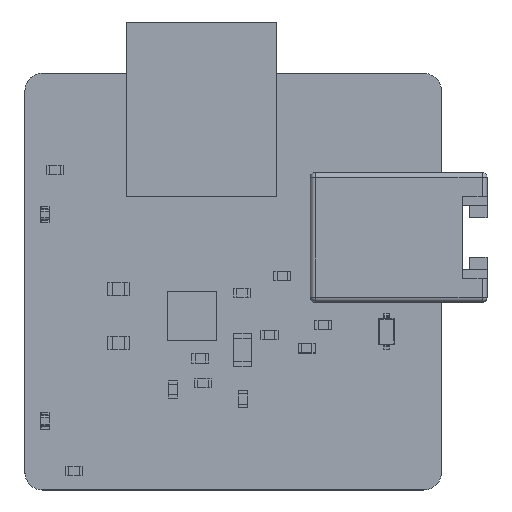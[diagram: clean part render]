
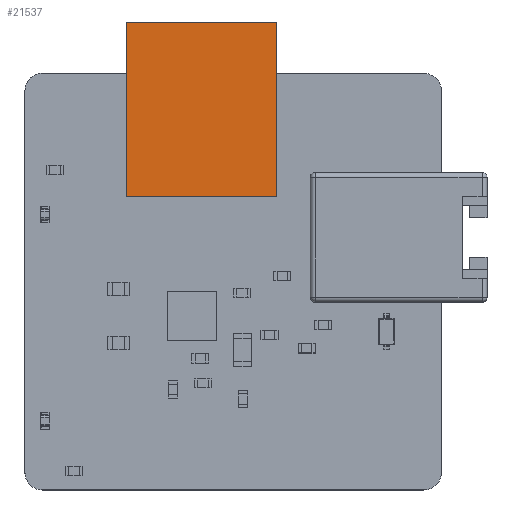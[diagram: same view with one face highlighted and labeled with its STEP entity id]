
A CAD part, top view. The second image highlights one B-rep face of the part: STEP entity #21537.
In plain terms, the highlighted planar face has unit normal (0, 0, 1).
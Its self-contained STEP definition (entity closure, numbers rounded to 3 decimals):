
#21223 = VERTEX_POINT('',#21224);
#21224 = CARTESIAN_POINT('',(-7.65,-8.875,12.7));
#21231 = PLANE('',#21232);
#21232 = AXIS2_PLACEMENT_3D('',#21233,#21234,#21235);
#21233 = CARTESIAN_POINT('',(-7.65,-8.875,0.));
#21234 = DIRECTION('',(0.,1.,0.));
#21235 = DIRECTION('',(1.,0.,0.));
#21243 = PLANE('',#21244);
#21244 = AXIS2_PLACEMENT_3D('',#21245,#21246,#21247);
#21245 = CARTESIAN_POINT('',(-7.65,8.875,0.));
#21246 = DIRECTION('',(1.,0.,0.));
#21247 = DIRECTION('',(0.,-1.,0.));
#21255 = EDGE_CURVE('',#21223,#21256,#21258,.T.);
#21256 = VERTEX_POINT('',#21257);
#21257 = CARTESIAN_POINT('',(7.65,-8.875,12.7));
#21258 = SURFACE_CURVE('',#21259,(#21263,#21270),.PCURVE_S1.);
#21259 = LINE('',#21260,#21261);
#21260 = CARTESIAN_POINT('',(-7.65,-8.875,12.7));
#21261 = VECTOR('',#21262,1.);
#21262 = DIRECTION('',(1.,0.,0.));
#21263 = PCURVE('',#21231,#21264);
#21264 = DEFINITIONAL_REPRESENTATION('',(#21265),#21269);
#21265 = LINE('',#21266,#21267);
#21266 = CARTESIAN_POINT('',(0.,-12.7));
#21267 = VECTOR('',#21268,1.);
#21268 = DIRECTION('',(1.,0.));
#21269 = ( GEOMETRIC_REPRESENTATION_CONTEXT(2) 
PARAMETRIC_REPRESENTATION_CONTEXT() REPRESENTATION_CONTEXT('2D SPACE',''
  ) );
#21270 = PCURVE('',#21271,#21276);
#21271 = PLANE('',#21272);
#21272 = AXIS2_PLACEMENT_3D('',#21273,#21274,#21275);
#21273 = CARTESIAN_POINT('',(-7.65,-8.875,12.7));
#21274 = DIRECTION('',(0.,0.,-1.));
#21275 = DIRECTION('',(-1.,0.,0.));
#21276 = DEFINITIONAL_REPRESENTATION('',(#21277),#21281);
#21277 = LINE('',#21278,#21279);
#21278 = CARTESIAN_POINT('',(0.,0.));
#21279 = VECTOR('',#21280,1.);
#21280 = DIRECTION('',(-1.,0.));
#21281 = ( GEOMETRIC_REPRESENTATION_CONTEXT(2) 
PARAMETRIC_REPRESENTATION_CONTEXT() REPRESENTATION_CONTEXT('2D SPACE',''
  ) );
#21299 = PLANE('',#21300);
#21300 = AXIS2_PLACEMENT_3D('',#21301,#21302,#21303);
#21301 = CARTESIAN_POINT('',(7.65,-8.875,0.));
#21302 = DIRECTION('',(-1.,0.,0.));
#21303 = DIRECTION('',(0.,1.,0.));
#21341 = EDGE_CURVE('',#21256,#21342,#21344,.T.);
#21342 = VERTEX_POINT('',#21343);
#21343 = CARTESIAN_POINT('',(7.65,8.875,12.7));
#21344 = SURFACE_CURVE('',#21345,(#21349,#21356),.PCURVE_S1.);
#21345 = LINE('',#21346,#21347);
#21346 = CARTESIAN_POINT('',(7.65,-8.875,12.7));
#21347 = VECTOR('',#21348,1.);
#21348 = DIRECTION('',(0.,1.,0.));
#21349 = PCURVE('',#21299,#21350);
#21350 = DEFINITIONAL_REPRESENTATION('',(#21351),#21355);
#21351 = LINE('',#21352,#21353);
#21352 = CARTESIAN_POINT('',(0.,-12.7));
#21353 = VECTOR('',#21354,1.);
#21354 = DIRECTION('',(1.,0.));
#21355 = ( GEOMETRIC_REPRESENTATION_CONTEXT(2) 
PARAMETRIC_REPRESENTATION_CONTEXT() REPRESENTATION_CONTEXT('2D SPACE',''
  ) );
#21356 = PCURVE('',#21271,#21357);
#21357 = DEFINITIONAL_REPRESENTATION('',(#21358),#21362);
#21358 = LINE('',#21359,#21360);
#21359 = CARTESIAN_POINT('',(-15.3,0.));
#21360 = VECTOR('',#21361,1.);
#21361 = DIRECTION('',(0.,1.));
#21362 = ( GEOMETRIC_REPRESENTATION_CONTEXT(2) 
PARAMETRIC_REPRESENTATION_CONTEXT() REPRESENTATION_CONTEXT('2D SPACE',''
  ) );
#21380 = PLANE('',#21381);
#21381 = AXIS2_PLACEMENT_3D('',#21382,#21383,#21384);
#21382 = CARTESIAN_POINT('',(7.65,8.875,0.));
#21383 = DIRECTION('',(0.,-1.,0.));
#21384 = DIRECTION('',(-1.,0.,0.));
#21417 = EDGE_CURVE('',#21342,#21418,#21420,.T.);
#21418 = VERTEX_POINT('',#21419);
#21419 = CARTESIAN_POINT('',(-7.65,8.875,12.7));
#21420 = SURFACE_CURVE('',#21421,(#21425,#21432),.PCURVE_S1.);
#21421 = LINE('',#21422,#21423);
#21422 = CARTESIAN_POINT('',(7.65,8.875,12.7));
#21423 = VECTOR('',#21424,1.);
#21424 = DIRECTION('',(-1.,0.,0.));
#21425 = PCURVE('',#21380,#21426);
#21426 = DEFINITIONAL_REPRESENTATION('',(#21427),#21431);
#21427 = LINE('',#21428,#21429);
#21428 = CARTESIAN_POINT('',(0.,-12.7));
#21429 = VECTOR('',#21430,1.);
#21430 = DIRECTION('',(1.,0.));
#21431 = ( GEOMETRIC_REPRESENTATION_CONTEXT(2) 
PARAMETRIC_REPRESENTATION_CONTEXT() REPRESENTATION_CONTEXT('2D SPACE',''
  ) );
#21432 = PCURVE('',#21271,#21433);
#21433 = DEFINITIONAL_REPRESENTATION('',(#21434),#21438);
#21434 = LINE('',#21435,#21436);
#21435 = CARTESIAN_POINT('',(-15.3,17.75));
#21436 = VECTOR('',#21437,1.);
#21437 = DIRECTION('',(1.,0.));
#21438 = ( GEOMETRIC_REPRESENTATION_CONTEXT(2) 
PARAMETRIC_REPRESENTATION_CONTEXT() REPRESENTATION_CONTEXT('2D SPACE',''
  ) );
#21488 = EDGE_CURVE('',#21418,#21223,#21489,.T.);
#21489 = SURFACE_CURVE('',#21490,(#21494,#21501),.PCURVE_S1.);
#21490 = LINE('',#21491,#21492);
#21491 = CARTESIAN_POINT('',(-7.65,8.875,12.7));
#21492 = VECTOR('',#21493,1.);
#21493 = DIRECTION('',(0.,-1.,0.));
#21494 = PCURVE('',#21243,#21495);
#21495 = DEFINITIONAL_REPRESENTATION('',(#21496),#21500);
#21496 = LINE('',#21497,#21498);
#21497 = CARTESIAN_POINT('',(0.,-12.7));
#21498 = VECTOR('',#21499,1.);
#21499 = DIRECTION('',(1.,0.));
#21500 = ( GEOMETRIC_REPRESENTATION_CONTEXT(2) 
PARAMETRIC_REPRESENTATION_CONTEXT() REPRESENTATION_CONTEXT('2D SPACE',''
  ) );
#21501 = PCURVE('',#21271,#21502);
#21502 = DEFINITIONAL_REPRESENTATION('',(#21503),#21507);
#21503 = LINE('',#21504,#21505);
#21504 = CARTESIAN_POINT('',(0.,17.75));
#21505 = VECTOR('',#21506,1.);
#21506 = DIRECTION('',(0.,-1.));
#21507 = ( GEOMETRIC_REPRESENTATION_CONTEXT(2) 
PARAMETRIC_REPRESENTATION_CONTEXT() REPRESENTATION_CONTEXT('2D SPACE',''
  ) );
#21537 = ADVANCED_FACE('',(#21538),#21271,.F.);
#21538 = FACE_BOUND('',#21539,.T.);
#21539 = EDGE_LOOP('',(#21540,#21541,#21542,#21543));
#21540 = ORIENTED_EDGE('',*,*,#21255,.T.);
#21541 = ORIENTED_EDGE('',*,*,#21341,.T.);
#21542 = ORIENTED_EDGE('',*,*,#21417,.T.);
#21543 = ORIENTED_EDGE('',*,*,#21488,.T.);
